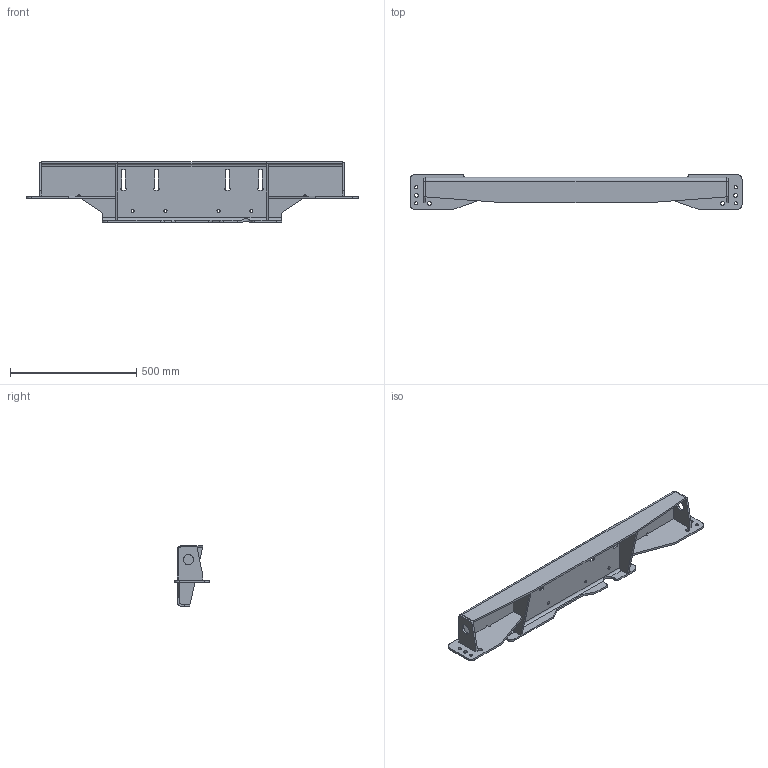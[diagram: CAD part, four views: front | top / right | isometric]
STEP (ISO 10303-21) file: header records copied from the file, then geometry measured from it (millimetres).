
FILE_DESCRIPTION(/* description */ ('STEP AP242','CAx-IF Rec.Pracs.---Representation and Presentation of Product Manufacturing Information (PMI)---4.0---2014-10-13','CAx-IF Rec.Pracs.---3D Tessellated Geometry---0.4---2014-09-14','2;1'),/* implementation_level */ '2;1');
FILE_NAME(/* name */ '67560091aebe490a25a8b69d',/* time_stamp */ '2024-12-08T20:24:54Z',/* author */ (''),/* organization */ (''),/* preprocessor_version */ 'ST-DEVELOPER v20',/* originating_system */ 'ONSHAPE BY PTC INC, 1.190',/* authorisation */ ' ');
FILE_SCHEMA (('AP242_MANAGED_MODEL_BASED_3D_ENGINEERING_MIM_LF { 1 0 10303 442 1 1 4 }'));
Length unit declared in the file: metre
Products named in the file (1): trolley mid-bridge
Bounding box: 1315 x 140 x 240 mm (x, y, z)
Volume: 3846486.3 mm3; surface area: 1005463.6 mm2
Topology: 1 solids, 1 shells, 151 faces, 434 edges, 281 vertices
Faces by surface type: plane 83, cylinder 68
Full cylindrical faces by diameter (mm): 12 x8, 16 x4, 40 x2
Entity records: 5013 total; most frequent: CARTESIAN_POINT 888, DIRECTION 857, ORIENTED_EDGE 840, EDGE_CURVE 420, AXIS2_PLACEMENT_3D 288, LINE 281, VECTOR 281, VERTEX_POINT 281
